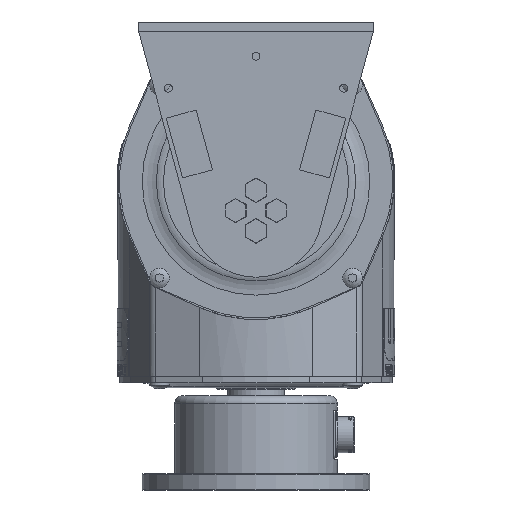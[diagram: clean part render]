
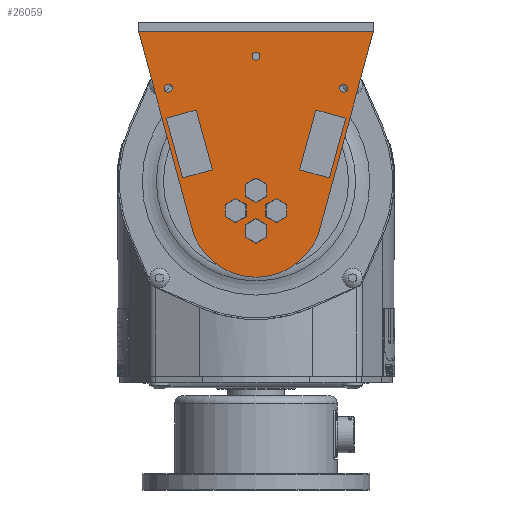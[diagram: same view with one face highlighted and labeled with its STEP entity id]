
A CAD part, front view. The second image highlights one B-rep face of the part: STEP entity #26059.
In plain terms, the highlighted planar face has unit normal (0, -1, 0).
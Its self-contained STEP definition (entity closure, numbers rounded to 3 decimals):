
#912=FACE_BOUND('',#7247,.T.);
#913=FACE_BOUND('',#7248,.T.);
#914=FACE_BOUND('',#7249,.T.);
#915=FACE_BOUND('',#7250,.T.);
#916=FACE_BOUND('',#7251,.T.);
#917=FACE_BOUND('',#7252,.T.);
#918=FACE_BOUND('',#7253,.T.);
#3274=CIRCLE('',#28124,41.);
#3279=CIRCLE('',#28133,2.459);
#3280=CIRCLE('',#28134,2.488);
#3281=CIRCLE('',#28135,2.488);
#3282=CIRCLE('',#28136,4.);
#3283=CIRCLE('',#28137,4.);
#3284=CIRCLE('',#28138,4.);
#3285=CIRCLE('',#28139,4.);
#5396=FACE_OUTER_BOUND('',#7246,.T.);
#7246=EDGE_LOOP('',(#19384,#19385,#19386,#19387));
#7247=EDGE_LOOP('',(#19388));
#7248=EDGE_LOOP('',(#19389));
#7249=EDGE_LOOP('',(#19390));
#7250=EDGE_LOOP('',(#19391));
#7251=EDGE_LOOP('',(#19392));
#7252=EDGE_LOOP('',(#19393));
#7253=EDGE_LOOP('',(#19394));
#9690=LINE('',#40905,#11236);
#9692=LINE('',#40910,#11238);
#9695=LINE('',#40923,#11241);
#11236=VECTOR('',#32239,121.497);
#11238=VECTOR('',#32243,121.497);
#11241=VECTOR('',#32258,144.342);
#12856=VERTEX_POINT('',#40895);
#12857=VERTEX_POINT('',#40897);
#12859=VERTEX_POINT('',#40903);
#12861=VERTEX_POINT('',#40909);
#12866=VERTEX_POINT('',#40924);
#12867=VERTEX_POINT('',#40926);
#12868=VERTEX_POINT('',#40928);
#12869=VERTEX_POINT('',#40930);
#12870=VERTEX_POINT('',#40932);
#12871=VERTEX_POINT('',#40934);
#12872=VERTEX_POINT('',#40936);
#15386=EDGE_CURVE('',#12857,#12856,#3274,.T.);
#15390=EDGE_CURVE('',#12856,#12859,#9690,.T.);
#15392=EDGE_CURVE('',#12861,#12857,#9692,.T.);
#15399=EDGE_CURVE('',#12861,#12859,#9695,.T.);
#15400=EDGE_CURVE('',#12866,#12866,#3279,.T.);
#15401=EDGE_CURVE('',#12867,#12867,#3280,.T.);
#15402=EDGE_CURVE('',#12868,#12868,#3281,.T.);
#15403=EDGE_CURVE('',#12869,#12869,#3282,.T.);
#15404=EDGE_CURVE('',#12870,#12870,#3283,.T.);
#15405=EDGE_CURVE('',#12871,#12871,#3284,.T.);
#15406=EDGE_CURVE('',#12872,#12872,#3285,.T.);
#19384=ORIENTED_EDGE('',*,*,#15390,.T.);
#19385=ORIENTED_EDGE('',*,*,#15399,.F.);
#19386=ORIENTED_EDGE('',*,*,#15392,.T.);
#19387=ORIENTED_EDGE('',*,*,#15386,.T.);
#19388=ORIENTED_EDGE('',*,*,#15400,.F.);
#19389=ORIENTED_EDGE('',*,*,#15401,.F.);
#19390=ORIENTED_EDGE('',*,*,#15402,.F.);
#19391=ORIENTED_EDGE('',*,*,#15403,.F.);
#19392=ORIENTED_EDGE('',*,*,#15404,.F.);
#19393=ORIENTED_EDGE('',*,*,#15405,.F.);
#19394=ORIENTED_EDGE('',*,*,#15406,.F.);
#25121=PLANE('',#28132);
#26059=ADVANCED_FACE('',(#5396,#912,#913,#914,#915,#916,#917,#918),#25121,
 .T.);
#28124=AXIS2_PLACEMENT_3D('',#40898,#32232,#32233);
#28132=AXIS2_PLACEMENT_3D('',#40922,#32256,#32257);
#28133=AXIS2_PLACEMENT_3D('',#40925,#32259,#32260);
#28134=AXIS2_PLACEMENT_3D('',#40927,#32261,#32262);
#28135=AXIS2_PLACEMENT_3D('',#40929,#32263,#32264);
#28136=AXIS2_PLACEMENT_3D('',#40931,#32265,#32266);
#28137=AXIS2_PLACEMENT_3D('',#40933,#32267,#32268);
#28138=AXIS2_PLACEMENT_3D('',#40935,#32269,#32270);
#28139=AXIS2_PLACEMENT_3D('',#40937,#32271,#32272);
#32232=DIRECTION('center_axis',(0.,-1.,0.));
#32233=DIRECTION('ref_axis',(-1.,0.,0.));
#32239=DIRECTION('',(0.262,0.,0.965));
#32243=DIRECTION('',(0.262,0.,-0.965));
#32256=DIRECTION('center_axis',(0.,-1.,0.));
#32257=DIRECTION('ref_axis',(-1.,0.,0.));
#32258=DIRECTION('',(1.,0.,0.));
#32259=DIRECTION('center_axis',(0.,-1.,0.));
#32260=DIRECTION('ref_axis',(-1.,0.,0.));
#32261=DIRECTION('center_axis',(0.,-1.,0.));
#32262=DIRECTION('ref_axis',(1.,0.,0.));
#32263=DIRECTION('center_axis',(0.,-1.,0.));
#32264=DIRECTION('ref_axis',(1.,0.,0.));
#32265=DIRECTION('center_axis',(0.,-1.,0.));
#32266=DIRECTION('ref_axis',(-1.,0.,0.));
#32267=DIRECTION('center_axis',(0.,-1.,0.));
#32268=DIRECTION('ref_axis',(-1.,0.,0.));
#32269=DIRECTION('center_axis',(0.,-1.,0.));
#32270=DIRECTION('ref_axis',(-1.,0.,0.));
#32271=DIRECTION('center_axis',(0.,-1.,0.));
#32272=DIRECTION('ref_axis',(-1.,0.,0.));
#40895=CARTESIAN_POINT('',(40.353,-115.15,94.743));
#40897=CARTESIAN_POINT('',(-40.353,-115.15,94.743));
#40898=CARTESIAN_POINT('Origin',(0.,-115.15,102.));
#40903=CARTESIAN_POINT('',(72.171,-115.15,212.));
#40905=CARTESIAN_POINT('',(70.,-115.15,204.));
#40909=CARTESIAN_POINT('',(-72.171,-115.15,212.));
#40910=CARTESIAN_POINT('',(-70.,-115.15,204.));
#40922=CARTESIAN_POINT('Origin',(0.,-115.15,102.));
#40923=CARTESIAN_POINT('',(-72.171,-115.15,212.));
#40924=CARTESIAN_POINT('',(-2.458,-115.15,197.));
#40925=CARTESIAN_POINT('Origin',(0.,-115.15,197.));
#40926=CARTESIAN_POINT('',(56.463,-115.15,177.304));
#40927=CARTESIAN_POINT('Origin',(53.975,-115.15,177.304));
#40928=CARTESIAN_POINT('',(-51.487,-115.15,177.304));
#40929=CARTESIAN_POINT('Origin',(-53.975,-115.15,177.304));
#40930=CARTESIAN_POINT('',(-16.5,-115.15,102.));
#40931=CARTESIAN_POINT('Origin',(-12.5,-115.15,102.));
#40932=CARTESIAN_POINT('',(8.5,-115.15,102.));
#40933=CARTESIAN_POINT('Origin',(12.5,-115.15,102.));
#40934=CARTESIAN_POINT('',(-4.,-115.15,89.5));
#40935=CARTESIAN_POINT('Origin',(0.,-115.15,89.5));
#40936=CARTESIAN_POINT('',(-4.,-115.15,114.5));
#40937=CARTESIAN_POINT('Origin',(0.,-115.15,114.5));
